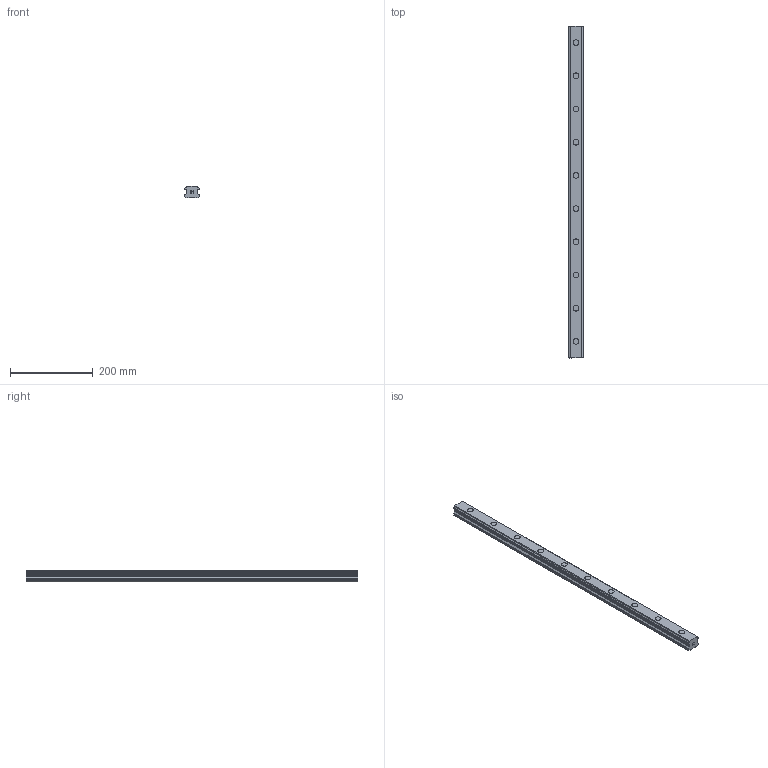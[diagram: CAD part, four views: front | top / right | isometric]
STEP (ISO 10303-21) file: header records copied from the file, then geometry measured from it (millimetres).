
FILE_DESCRIPTION(('STEP AP214'),'1');
FILE_NAME('cctmp_50E719C3-244A-4A55-ACAB-E097502DC920_2021_02_17_12_07_10_0425..stp','2021-02-17T11:07:10',('HIWIN GmbH'),('CADClick - www.CADClick.com'),'Spatial InterOp 3D',' ','unknown authorization');
FILE_SCHEMA(('AUTOMOTIVE_DESIGN'));
Length unit declared in the file: millimetre
Products named in the file (1): EGR35R800C_FILE
Bounding box: 34 x 800 x 27.5 mm (x, y, z)
Volume: 629934.9 mm3; surface area: 113313.8 mm2
Topology: 1 solids, 1 shells, 197 faces, 483 edges, 322 vertices
Faces by surface type: plane 119, cylinder 78
Entity records: 7433 total; most frequent: DIRECTION 1035, CARTESIAN_POINT 1003, ORIENTED_EDGE 966, EDGE_CURVE 483, AXIS2_PLACEMENT_3D 354, LINE 327, VECTOR 327, VERTEX_POINT 322
